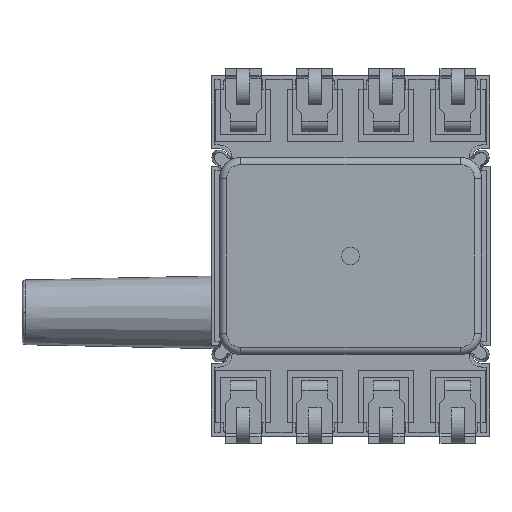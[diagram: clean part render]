
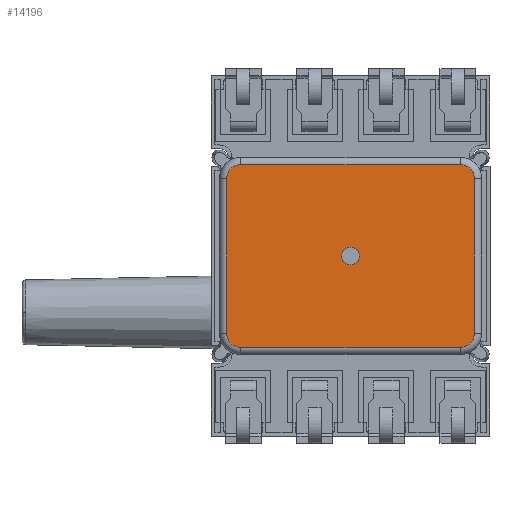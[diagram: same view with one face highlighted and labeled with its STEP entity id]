
A CAD part, front view. The second image highlights one B-rep face of the part: STEP entity #14196.
In plain terms, the highlighted face is planar.
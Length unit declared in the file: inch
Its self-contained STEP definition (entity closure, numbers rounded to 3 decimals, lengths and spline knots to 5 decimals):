
#3122 = CIRCLE ( 'NONE', #12113, 0.0125 ) ;
#3207 = CIRCLE ( 'NONE', #12150, 0.01953 ) ;
#3208 = CIRCLE ( 'NONE', #12193, 0.01953 ) ;
#3245 = VECTOR ( 'NONE', #17373, 39.37008 ) ;
#3248 = LINE ( 'NONE', #17391, #3245 ) ;
#3252 = LINE ( 'NONE', #17392, #3255 ) ;
#3255 = VECTOR ( 'NONE', #17385, 39.37008 ) ;
#3263 = CIRCLE ( 'NONE', #12156, 0.01953 ) ;
#3280 = CIRCLE ( 'NONE', #12151, 0.0125 ) ;
#3283 = CIRCLE ( 'NONE', #12190, 0.01953 ) ;
#3294 = VECTOR ( 'NONE', #17431, 39.37008 ) ;
#3302 = LINE ( 'NONE', #17409, #3294 ) ;
#3322 = VECTOR ( 'NONE', #17420, 39.37008 ) ;
#3339 = LINE ( 'NONE', #17421, #3322 ) ;
#3844 = VERTEX_POINT ( 'NONE', #3961 ) ;
#3845 = VERTEX_POINT ( 'NONE', #3918 ) ;
#3852 = VERTEX_POINT ( 'NONE', #3963 ) ;
#3860 = VERTEX_POINT ( 'NONE', #3902 ) ;
#3870 = VERTEX_POINT ( 'NONE', #3941 ) ;
#3902 = CARTESIAN_POINT ( 'NONE',  ( -0.17307, 0.1063, -0.10807 ) ) ;
#3918 = CARTESIAN_POINT ( 'NONE',  ( 0., 0.1063, -0.0125 ) ) ;
#3941 = CARTESIAN_POINT ( 'NONE',  ( -0.15354, 0.1063, -0.1276 ) ) ;
#3961 = CARTESIAN_POINT ( 'NONE',  ( 0., 0.1063, 0.0125 ) ) ;
#3963 = CARTESIAN_POINT ( 'NONE',  ( -0.15354, 0.1063, 0.1276 ) ) ;
#7672 = EDGE_LOOP ( 'NONE', ( #15953, #16001, #16060, #16030, #15985, #16039, #16029, #16064 ) ) ;
#7676 = EDGE_LOOP ( 'NONE', ( #15922, #15948 ) ) ;
#11647 = AXIS2_PLACEMENT_3D ( 'NONE', #15368, #15372, #15376 ) ;
#11693 = EDGE_CURVE ( 'NONE', #3845, #3844, #3122, .T. ) ;
#11737 = EDGE_CURVE ( 'NONE', #3870, #3860, #3207, .T. ) ;
#11754 = EDGE_CURVE ( 'NONE', #12728, #3852, #3208, .T. ) ;
#11788 = EDGE_CURVE ( 'NONE', #3844, #3845, #3280, .T. ) ;
#11790 = EDGE_CURVE ( 'NONE', #12726, #14907, #3248, .T. ) ;
#11797 = EDGE_CURVE ( 'NONE', #14907, #14912, #3283, .T. ) ;
#11802 = EDGE_CURVE ( 'NONE', #3852, #12725, #3252, .T. ) ;
#11820 = EDGE_CURVE ( 'NONE', #12725, #12726, #3263, .T. ) ;
#11826 = EDGE_CURVE ( 'NONE', #14912, #3870, #3339, .T. ) ;
#11838 = EDGE_CURVE ( 'NONE', #3860, #12728, #3302, .T. ) ;
#12113 = AXIS2_PLACEMENT_3D ( 'NONE', #17108, #17115, #17097 ) ;
#12150 = AXIS2_PLACEMENT_3D ( 'NONE', #17206, #17254, #17248 ) ;
#12151 = AXIS2_PLACEMENT_3D ( 'NONE', #17323, #17327, #17395 ) ;
#12156 = AXIS2_PLACEMENT_3D ( 'NONE', #17369, #17380, #17370 ) ;
#12190 = AXIS2_PLACEMENT_3D ( 'NONE', #17340, #17360, #17371 ) ;
#12193 = AXIS2_PLACEMENT_3D ( 'NONE', #17221, #17253, #17222 ) ;
#12725 = VERTEX_POINT ( 'NONE', #17468 ) ;
#12726 = VERTEX_POINT ( 'NONE', #17467 ) ;
#12728 = VERTEX_POINT ( 'NONE', #17494 ) ;
#14196 = ADVANCED_FACE ( 'NONE', ( #14490, #14514 ), #15390, .T. ) ;
#14490 = FACE_BOUND ( 'NONE', #7676, .T. ) ;
#14514 = FACE_OUTER_BOUND ( 'NONE', #7672, .T. ) ;
#14907 = VERTEX_POINT ( 'NONE', #15427 ) ;
#14912 = VERTEX_POINT ( 'NONE', #15403 ) ;
#15368 = CARTESIAN_POINT ( 'NONE',  ( -0.15354, 0.1063, 0.10807 ) ) ;
#15372 = DIRECTION ( 'NONE',  ( 0., 1., 0. ) ) ;
#15376 = DIRECTION ( 'NONE',  ( 0., 0., 1. ) ) ;
#15390 = PLANE ( 'NONE',  #11647 ) ;
#15403 = CARTESIAN_POINT ( 'NONE',  ( 0.15354, 0.1063, -0.1276 ) ) ;
#15427 = CARTESIAN_POINT ( 'NONE',  ( 0.17307, 0.1063, -0.10807 ) ) ;
#15922 = ORIENTED_EDGE ( 'NONE', *, *, #11788, .F. ) ;
#15948 = ORIENTED_EDGE ( 'NONE', *, *, #11693, .F. ) ;
#15953 = ORIENTED_EDGE ( 'NONE', *, *, #11838, .T. ) ;
#15985 = ORIENTED_EDGE ( 'NONE', *, *, #11790, .T. ) ;
#16001 = ORIENTED_EDGE ( 'NONE', *, *, #11754, .T. ) ;
#16029 = ORIENTED_EDGE ( 'NONE', *, *, #11826, .T. ) ;
#16030 = ORIENTED_EDGE ( 'NONE', *, *, #11820, .T. ) ;
#16039 = ORIENTED_EDGE ( 'NONE', *, *, #11797, .T. ) ;
#16060 = ORIENTED_EDGE ( 'NONE', *, *, #11802, .T. ) ;
#16064 = ORIENTED_EDGE ( 'NONE', *, *, #11737, .T. ) ;
#17097 = DIRECTION ( 'NONE',  ( 0., 0., 1. ) ) ;
#17108 = CARTESIAN_POINT ( 'NONE',  ( 0., 0.1063, 0. ) ) ;
#17115 = DIRECTION ( 'NONE',  ( 0., 1., 0. ) ) ;
#17206 = CARTESIAN_POINT ( 'NONE',  ( -0.15354, 0.1063, -0.10807 ) ) ;
#17221 = CARTESIAN_POINT ( 'NONE',  ( -0.15354, 0.1063, 0.10807 ) ) ;
#17222 = DIRECTION ( 'NONE',  ( 0., 0., 1. ) ) ;
#17248 = DIRECTION ( 'NONE',  ( 0., 0., 1. ) ) ;
#17253 = DIRECTION ( 'NONE',  ( 0., 1., 0. ) ) ;
#17254 = DIRECTION ( 'NONE',  ( 0., 1., 0. ) ) ;
#17323 = CARTESIAN_POINT ( 'NONE',  ( 0., 0.1063, 0. ) ) ;
#17327 = DIRECTION ( 'NONE',  ( 0., 1., 0. ) ) ;
#17340 = CARTESIAN_POINT ( 'NONE',  ( 0.15354, 0.1063, -0.10807 ) ) ;
#17360 = DIRECTION ( 'NONE',  ( 0., 1., 0. ) ) ;
#17369 = CARTESIAN_POINT ( 'NONE',  ( 0.15354, 0.1063, 0.10807 ) ) ;
#17370 = DIRECTION ( 'NONE',  ( 0., 0., 1. ) ) ;
#17371 = DIRECTION ( 'NONE',  ( 0., 0., 1. ) ) ;
#17373 = DIRECTION ( 'NONE',  ( 0., 0., -1. ) ) ;
#17380 = DIRECTION ( 'NONE',  ( 0., 1., 0. ) ) ;
#17385 = DIRECTION ( 'NONE',  ( 1., 0., 0. ) ) ;
#17391 = CARTESIAN_POINT ( 'NONE',  ( 0.17307, 0.1063, -0.10807 ) ) ;
#17392 = CARTESIAN_POINT ( 'NONE',  ( 0.15354, 0.1063, 0.1276 ) ) ;
#17395 = DIRECTION ( 'NONE',  ( 0., 0., 1. ) ) ;
#17409 = CARTESIAN_POINT ( 'NONE',  ( -0.17307, 0.1063, 0.10807 ) ) ;
#17420 = DIRECTION ( 'NONE',  ( -1., 0., 0. ) ) ;
#17421 = CARTESIAN_POINT ( 'NONE',  ( -0.15354, 0.1063, -0.1276 ) ) ;
#17431 = DIRECTION ( 'NONE',  ( 0., 0., 1. ) ) ;
#17467 = CARTESIAN_POINT ( 'NONE',  ( 0.17307, 0.1063, 0.10807 ) ) ;
#17468 = CARTESIAN_POINT ( 'NONE',  ( 0.15354, 0.1063, 0.1276 ) ) ;
#17494 = CARTESIAN_POINT ( 'NONE',  ( -0.17307, 0.1063, 0.10807 ) ) ;
